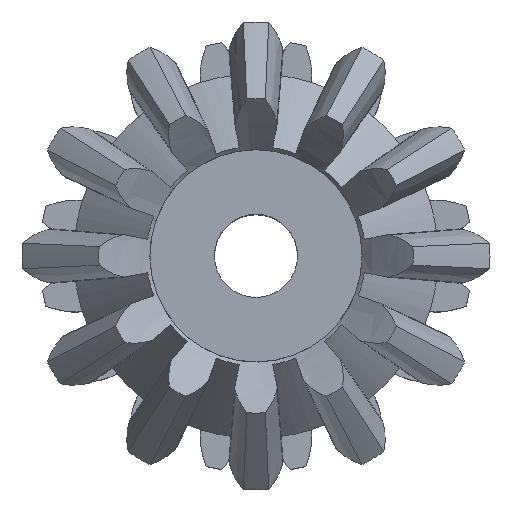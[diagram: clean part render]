
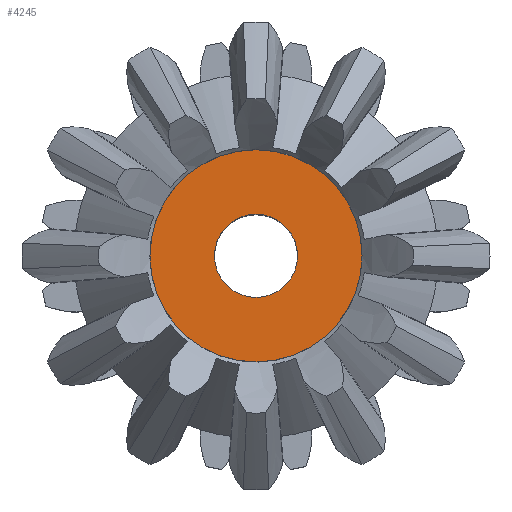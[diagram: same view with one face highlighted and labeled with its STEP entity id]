
A CAD part, top view. The second image highlights one B-rep face of the part: STEP entity #4245.
In plain terms, the highlighted planar face has unit normal (0, 0, 1).
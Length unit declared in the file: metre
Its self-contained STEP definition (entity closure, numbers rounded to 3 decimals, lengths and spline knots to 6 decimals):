
#60=PLANE('',#4690);
#401=CIRCLE('',#4689,0.004085);
#402=CIRCLE('',#4691,0.0016);
#1873=ORIENTED_EDGE('',*,*,#2772,.F.);
#1874=ORIENTED_EDGE('',*,*,#2771,.T.);
#2771=EDGE_CURVE('',#3251,#3251,#401,.T.);
#2772=EDGE_CURVE('',#3252,#3252,#402,.T.);
#3251=VERTEX_POINT('',#10960);
#3252=VERTEX_POINT('',#10963);
#3744=EDGE_LOOP('',(#1873));
#3745=EDGE_LOOP('',(#1874));
#3980=FACE_BOUND('',#3744,.T.);
#3981=FACE_BOUND('',#3745,.T.);
#4245=ADVANCED_FACE('',(#3980,#3981),#60,.T.);
#4689=AXIS2_PLACEMENT_3D('',#10959,#5657,#5658);
#4690=AXIS2_PLACEMENT_3D('',#10961,#5659,#5660);
#4691=AXIS2_PLACEMENT_3D('',#10962,#5661,#5662);
#5657=DIRECTION('',(0.,0.,1.));
#5658=DIRECTION('',(1.,0.,0.));
#5659=DIRECTION('',(0.,0.,1.));
#5660=DIRECTION('',(1.,0.,0.));
#5661=DIRECTION('',(0.,0.,1.));
#5662=DIRECTION('',(1.,0.,0.));
#10959=CARTESIAN_POINT('',(0.,0.,0.011906));
#10960=CARTESIAN_POINT('',(0.004085,0.,0.011906));
#10961=CARTESIAN_POINT('',(0.,0.,0.011906));
#10962=CARTESIAN_POINT('',(0.,0.,0.011906));
#10963=CARTESIAN_POINT('',(0.0016,0.,0.011906));
